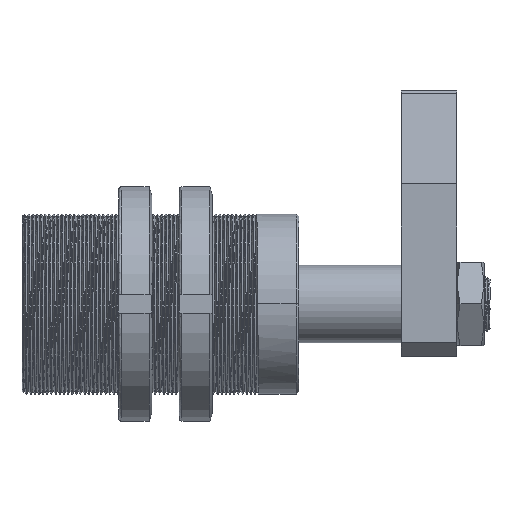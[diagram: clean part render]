
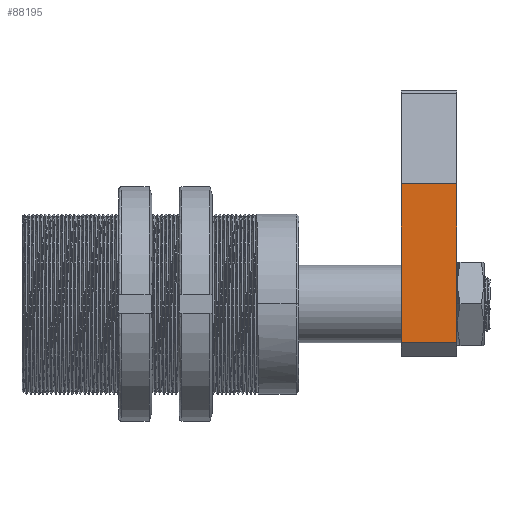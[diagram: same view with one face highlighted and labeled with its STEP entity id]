
A CAD part, top view. The second image highlights one B-rep face of the part: STEP entity #88195.
In plain terms, the highlighted planar face has unit normal (0, 0, 1).
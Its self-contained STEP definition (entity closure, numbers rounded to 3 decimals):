
#645 = CARTESIAN_POINT ( 'NONE',  ( 20., -14., 18.5 ) ) ;
#1135 = DIRECTION ( 'NONE',  ( -1., 0., 0. ) ) ;
#2062 = ORIENTED_EDGE ( 'NONE', *, *, #37247, .T. ) ;
#5237 = EDGE_CURVE ( 'NONE', #70856, #65661, #54557, .T. ) ;
#13789 = EDGE_LOOP ( 'NONE', ( #39100, #2062, #62407, #29383 ) ) ;
#20252 = CARTESIAN_POINT ( 'NONE',  ( 0., -14., 18.5 ) ) ;
#25981 = FACE_OUTER_BOUND ( 'NONE', #13789, .T. ) ;
#29383 = ORIENTED_EDGE ( 'NONE', *, *, #56622, .F. ) ;
#29588 = VERTEX_POINT ( 'NONE', #106004 ) ;
#30396 = DIRECTION ( 'NONE',  ( 1., 0., 0. ) ) ;
#30780 = PLANE ( 'NONE',  #44315 ) ;
#34179 = EDGE_CURVE ( 'NONE', #85186, #29588, #106120, .T. ) ;
#37247 = EDGE_CURVE ( 'NONE', #29588, #65661, #55320, .T. ) ;
#37609 = CARTESIAN_POINT ( 'NONE',  ( 10., 43.412, 18.5 ) ) ;
#39100 = ORIENTED_EDGE ( 'NONE', *, *, #34179, .T. ) ;
#44315 = AXIS2_PLACEMENT_3D ( 'NONE', #81177, #46806, #30396 ) ;
#44477 = DIRECTION ( 'NONE',  ( 0., -1., 0. ) ) ;
#46806 = DIRECTION ( 'NONE',  ( 0., 0., 1. ) ) ;
#51070 = VECTOR ( 'NONE', #44477, 1000. ) ;
#51893 = VECTOR ( 'NONE', #86766, 1000. ) ;
#54528 = CARTESIAN_POINT ( 'NONE',  ( 20., 29., 18.5 ) ) ;
#54557 = LINE ( 'NONE', #78910, #51893 ) ;
#55320 = LINE ( 'NONE', #88393, #87354 ) ;
#56622 = EDGE_CURVE ( 'NONE', #85186, #70856, #73783, .T. ) ;
#62407 = ORIENTED_EDGE ( 'NONE', *, *, #5237, .F. ) ;
#65661 = VERTEX_POINT ( 'NONE', #20252 ) ;
#70856 = VERTEX_POINT ( 'NONE', #645 ) ;
#73783 = LINE ( 'NONE', #54528, #51070 ) ;
#77860 = CARTESIAN_POINT ( 'NONE',  ( 20., 43.412, 18.5 ) ) ;
#78910 = CARTESIAN_POINT ( 'NONE',  ( 10., -14., 18.5 ) ) ;
#81177 = CARTESIAN_POINT ( 'NONE',  ( 0., -14., 18.5 ) ) ;
#85186 = VERTEX_POINT ( 'NONE', #77860 ) ;
#86766 = DIRECTION ( 'NONE',  ( -1., 0., 0. ) ) ;
#87354 = VECTOR ( 'NONE', #105610, 1000. ) ;
#88195 = ADVANCED_FACE ( 'NONE', ( #25981 ), #30780, .T. ) ;
#88393 = CARTESIAN_POINT ( 'NONE',  ( 0., 14.706, 18.5 ) ) ;
#98068 = VECTOR ( 'NONE', #1135, 1000. ) ;
#105610 = DIRECTION ( 'NONE',  ( 0., -1., 0. ) ) ;
#106004 = CARTESIAN_POINT ( 'NONE',  ( 0., 43.412, 18.5 ) ) ;
#106120 = LINE ( 'NONE', #37609, #98068 ) ;
